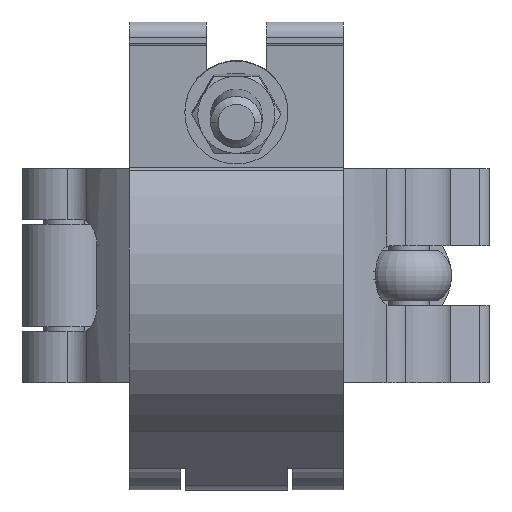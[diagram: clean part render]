
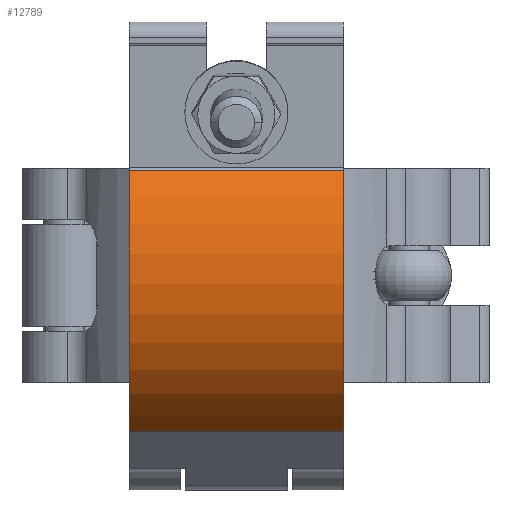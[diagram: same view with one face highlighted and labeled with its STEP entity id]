
A CAD part, front view. The second image highlights one B-rep face of the part: STEP entity #12789.
In plain terms, the highlighted cylindrical face has radius 41.35 mm (diameter 82.7 mm), a partial arc.
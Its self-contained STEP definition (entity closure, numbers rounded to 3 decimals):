
#76 = AXIS2_PLACEMENT_3D ( 'NONE', #10998, #13281, #7544 ) ;
#477 = LINE ( 'NONE', #731, #13438 ) ;
#643 = CARTESIAN_POINT ( 'NONE',  ( -24.95, 7.226, -40.968 ) ) ;
#731 = CARTESIAN_POINT ( 'NONE',  ( 24.95, 28.254, -5.364 ) ) ;
#776 = DIRECTION ( 'NONE',  ( -1., 0., 0. ) ) ;
#1504 = CYLINDRICAL_SURFACE ( 'NONE', #76, 41.35 ) ;
#1621 = CARTESIAN_POINT ( 'NONE',  ( 24.95, 28.254, -5.364 ) ) ;
#1756 = DIRECTION ( 'NONE',  ( 1., 0., 0. ) ) ;
#1914 = DIRECTION ( 'NONE',  ( 1., 0., 0. ) ) ;
#2162 = LINE ( 'NONE', #8373, #10816 ) ;
#2765 = EDGE_CURVE ( 'NONE', #10245, #14741, #2795, .T. ) ;
#2795 = CIRCLE ( 'NONE', #4762, 41.35 ) ;
#3455 = AXIS2_PLACEMENT_3D ( 'NONE', #10942, #1756, #13124 ) ;
#3530 = ORIENTED_EDGE ( 'NONE', *, *, #2765, .T. ) ;
#3663 = CIRCLE ( 'NONE', #3455, 41.35 ) ;
#4149 = DIRECTION ( 'NONE',  ( 0., 0., -1. ) ) ;
#4277 = VERTEX_POINT ( 'NONE', #1621 ) ;
#4560 = ORIENTED_EDGE ( 'NONE', *, *, #6562, .T. ) ;
#4762 = AXIS2_PLACEMENT_3D ( 'NONE', #643, #1914, #4149 ) ;
#5440 = CARTESIAN_POINT ( 'NONE',  ( 24.95, 39.532, -66.777 ) ) ;
#6562 = EDGE_CURVE ( 'NONE', #10856, #10245, #2162, .T. ) ;
#6563 = EDGE_LOOP ( 'NONE', ( #3530, #7254, #11315, #4560 ) ) ;
#7254 = ORIENTED_EDGE ( 'NONE', *, *, #10811, .F. ) ;
#7260 = FACE_OUTER_BOUND ( 'NONE', #6563, .T. ) ;
#7544 = DIRECTION ( 'NONE',  ( 0., 0., 1. ) ) ;
#8091 = CARTESIAN_POINT ( 'NONE',  ( -24.95, 28.254, -5.364 ) ) ;
#8373 = CARTESIAN_POINT ( 'NONE',  ( 24.95, 39.532, -66.777 ) ) ;
#9819 = CARTESIAN_POINT ( 'NONE',  ( -24.95, 39.532, -66.777 ) ) ;
#10245 = VERTEX_POINT ( 'NONE', #9819 ) ;
#10811 = EDGE_CURVE ( 'NONE', #4277, #14741, #477, .T. ) ;
#10816 = VECTOR ( 'NONE', #14186, 1000. ) ;
#10856 = VERTEX_POINT ( 'NONE', #5440 ) ;
#10942 = CARTESIAN_POINT ( 'NONE',  ( 24.95, 7.226, -40.968 ) ) ;
#10998 = CARTESIAN_POINT ( 'NONE',  ( 24.95, 7.226, -40.968 ) ) ;
#11315 = ORIENTED_EDGE ( 'NONE', *, *, #12176, .F. ) ;
#12176 = EDGE_CURVE ( 'NONE', #10856, #4277, #3663, .T. ) ;
#12789 = ADVANCED_FACE ( 'NONE', ( #7260 ), #1504, .T. ) ;
#13124 = DIRECTION ( 'NONE',  ( 0., 0., -1. ) ) ;
#13281 = DIRECTION ( 'NONE',  ( -1., 0., 0. ) ) ;
#13438 = VECTOR ( 'NONE', #776, 1000. ) ;
#14186 = DIRECTION ( 'NONE',  ( -1., 0., 0. ) ) ;
#14741 = VERTEX_POINT ( 'NONE', #8091 ) ;
